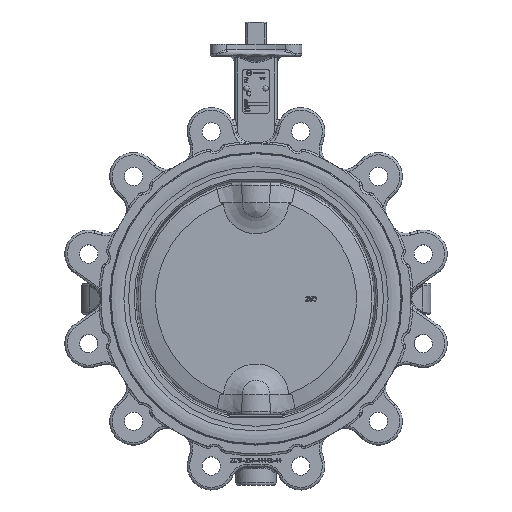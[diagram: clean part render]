
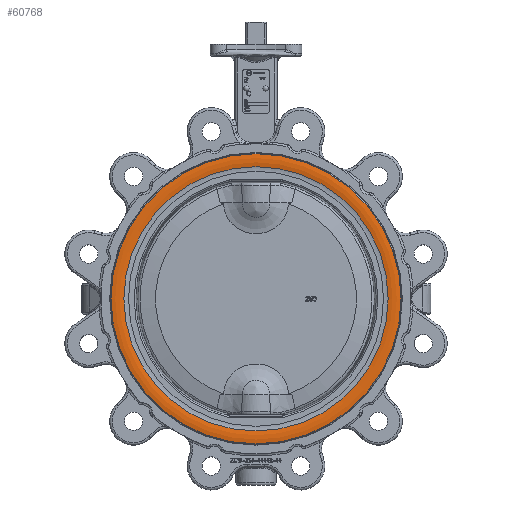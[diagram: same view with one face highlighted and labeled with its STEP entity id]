
A CAD part, top view. The second image highlights one B-rep face of the part: STEP entity #60768.
In plain terms, the highlighted toroidal (fillet/blend) face has major radius 145.5 mm and minor radius 30 mm.
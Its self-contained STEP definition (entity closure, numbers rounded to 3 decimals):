
#373=FACE_BOUND('',#10981,.T.);
#1338=TOROIDAL_SURFACE('',#64673,145.5,30.);
#7306=FACE_OUTER_BOUND('',#10980,.T.);
#10980=EDGE_LOOP('',(#45380));
#10981=EDGE_LOOP('',(#45381));
#21378=CIRCLE('',#64672,138.207);
#21379=CIRCLE('',#64674,151.707);
#25407=VERTEX_POINT('',#102000);
#25408=VERTEX_POINT('',#102003);
#32517=EDGE_CURVE('',#25407,#25407,#21378,.T.);
#32518=EDGE_CURVE('',#25408,#25408,#21379,.T.);
#45380=ORIENTED_EDGE('',*,*,#32517,.F.);
#45381=ORIENTED_EDGE('',*,*,#32518,.T.);
#60768=ADVANCED_FACE('',(#7306,#373),#1338,.T.);
#64672=AXIS2_PLACEMENT_3D('',#102001,#73246,#73247);
#64673=AXIS2_PLACEMENT_3D('',#102002,#73248,#73249);
#64674=AXIS2_PLACEMENT_3D('',#102004,#73250,#73251);
#73246=DIRECTION('center_axis',(0.,0.,
1.));
#73247=DIRECTION('ref_axis',(0.,-1.,0.));
#73248=DIRECTION('center_axis',(0.,0.,
1.));
#73249=DIRECTION('ref_axis',(0.,-1.,0.));
#73250=DIRECTION('center_axis',(0.,0.,
1.));
#73251=DIRECTION('ref_axis',(0.,-1.,0.));
#102000=CARTESIAN_POINT('',(0.,-138.207,34.6));
#102001=CARTESIAN_POINT('Origin',(0.,0.,
34.6));
#102002=CARTESIAN_POINT('Origin',(0.,0.,
5.5));
#102003=CARTESIAN_POINT('',(0.,-151.707,34.851));
#102004=CARTESIAN_POINT('Origin',(0.,0.,
34.851));
